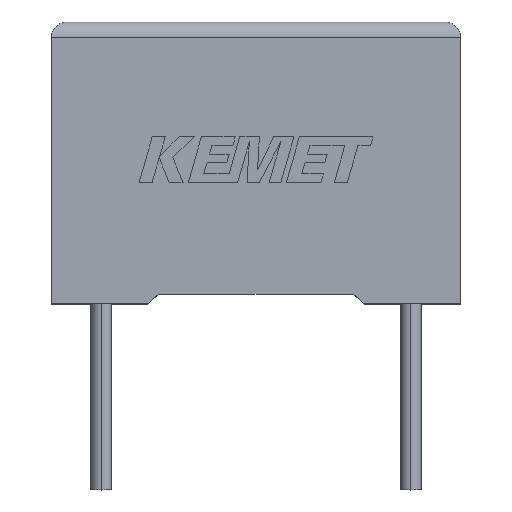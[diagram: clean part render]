
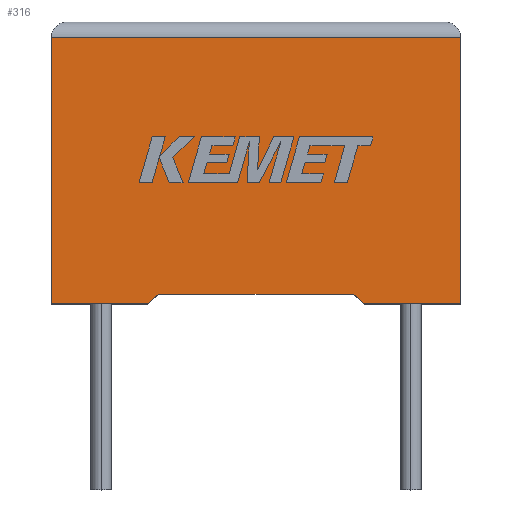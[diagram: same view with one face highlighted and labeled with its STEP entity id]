
A CAD part, top view. The second image highlights one B-rep face of the part: STEP entity #316.
In plain terms, the highlighted planar face has unit normal (0, 0, 1).
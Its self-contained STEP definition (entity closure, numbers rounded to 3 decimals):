
#44 = ORIENTED_EDGE ( 'NONE', *, *, #2477, .T. ) ;
#96 = CARTESIAN_POINT ( 'NONE',  ( 0., 0., 4.2 ) ) ;
#129 = EDGE_LOOP ( 'NONE', ( #1579, #1191, #1792, #2785, #509, #335, #44, #565 ) ) ;
#156 = CARTESIAN_POINT ( 'NONE',  ( 0., 8.6, 4.2 ) ) ;
#248 = VERTEX_POINT ( 'NONE', #2679 ) ;
#271 = CARTESIAN_POINT ( 'NONE',  ( 10.1, 0., 4.2 ) ) ;
#316 = ADVANCED_FACE ( 'NONE', ( #2651 ), #1259, .F. ) ;
#333 = EDGE_CURVE ( 'NONE', #2539, #1363, #2777, .T. ) ;
#335 = ORIENTED_EDGE ( 'NONE', *, *, #2831, .F. ) ;
#344 = VERTEX_POINT ( 'NONE', #156 ) ;
#394 = DIRECTION ( 'NONE',  ( -1., 0., 0. ) ) ;
#400 = CARTESIAN_POINT ( 'NONE',  ( 3.1, 0., 4.2 ) ) ;
#426 = DIRECTION ( 'NONE',  ( 1., 0., 0. ) ) ;
#509 = ORIENTED_EDGE ( 'NONE', *, *, #1264, .F. ) ;
#565 = ORIENTED_EDGE ( 'NONE', *, *, #1114, .T. ) ;
#581 = CARTESIAN_POINT ( 'NONE',  ( 0., 0., 4.2 ) ) ;
#657 = EDGE_CURVE ( 'NONE', #3046, #2277, #1692, .T. ) ;
#869 = CARTESIAN_POINT ( 'NONE',  ( 9.733, 0.314, 4.2 ) ) ;
#943 = DIRECTION ( 'NONE',  ( -1., 0., 0. ) ) ;
#957 = CARTESIAN_POINT ( 'NONE',  ( 6.6, 0.314, 4.2 ) ) ;
#983 = VECTOR ( 'NONE', #2895, 1000. ) ;
#1114 = EDGE_CURVE ( 'NONE', #2067, #3046, #1123, .T. ) ;
#1123 = LINE ( 'NONE', #2268, #1433 ) ;
#1179 = VECTOR ( 'NONE', #1697, 1000. ) ;
#1182 = VECTOR ( 'NONE', #1273, 1000. ) ;
#1191 = ORIENTED_EDGE ( 'NONE', *, *, #2242, .T. ) ;
#1259 = PLANE ( 'NONE',  #2851 ) ;
#1264 = EDGE_CURVE ( 'NONE', #248, #1363, #2222, .T. ) ;
#1273 = DIRECTION ( 'NONE',  ( 0., -1., 0. ) ) ;
#1363 = VERTEX_POINT ( 'NONE', #400 ) ;
#1419 = CARTESIAN_POINT ( 'NONE',  ( 13.2, 0., 4.2 ) ) ;
#1433 = VECTOR ( 'NONE', #2302, 1000. ) ;
#1485 = VECTOR ( 'NONE', #2147, 1000. ) ;
#1521 = DIRECTION ( 'NONE',  ( 0., 0., -1. ) ) ;
#1579 = ORIENTED_EDGE ( 'NONE', *, *, #657, .T. ) ;
#1603 = CARTESIAN_POINT ( 'NONE',  ( 10.1, 0., 4.2 ) ) ;
#1692 = LINE ( 'NONE', #2870, #983 ) ;
#1697 = DIRECTION ( 'NONE',  ( -0.76, -0.65, 0. ) ) ;
#1791 = VECTOR ( 'NONE', #2320, 1000. ) ;
#1792 = ORIENTED_EDGE ( 'NONE', *, *, #1846, .T. ) ;
#1808 = VERTEX_POINT ( 'NONE', #869 ) ;
#1846 = EDGE_CURVE ( 'NONE', #344, #2539, #2451, .T. ) ;
#1933 = VECTOR ( 'NONE', #943, 1000. ) ;
#1934 = CARTESIAN_POINT ( 'NONE',  ( 3.1, 0., 4.2 ) ) ;
#2067 = VERTEX_POINT ( 'NONE', #271 ) ;
#2098 = LINE ( 'NONE', #2338, #1933 ) ;
#2102 = LINE ( 'NONE', #957, #1485 ) ;
#2121 = CARTESIAN_POINT ( 'NONE',  ( 0., 0., 4.2 ) ) ;
#2128 = VECTOR ( 'NONE', #426, 1000. ) ;
#2147 = DIRECTION ( 'NONE',  ( -1., 0., 0. ) ) ;
#2222 = LINE ( 'NONE', #1934, #1179 ) ;
#2242 = EDGE_CURVE ( 'NONE', #2277, #344, #2098, .T. ) ;
#2268 = CARTESIAN_POINT ( 'NONE',  ( 0., 0., 4.2 ) ) ;
#2277 = VERTEX_POINT ( 'NONE', #2585 ) ;
#2302 = DIRECTION ( 'NONE',  ( 1., 0., 0. ) ) ;
#2320 = DIRECTION ( 'NONE',  ( 0.76, -0.65, 0. ) ) ;
#2338 = CARTESIAN_POINT ( 'NONE',  ( 0., 8.6, 4.2 ) ) ;
#2451 = LINE ( 'NONE', #96, #1182 ) ;
#2477 = EDGE_CURVE ( 'NONE', #1808, #2067, #3014, .T. ) ;
#2539 = VERTEX_POINT ( 'NONE', #2121 ) ;
#2547 = CARTESIAN_POINT ( 'NONE',  ( 0., 0., 4.2 ) ) ;
#2585 = CARTESIAN_POINT ( 'NONE',  ( 13.2, 8.6, 4.2 ) ) ;
#2651 = FACE_OUTER_BOUND ( 'NONE', #129, .T. ) ;
#2679 = CARTESIAN_POINT ( 'NONE',  ( 3.467, 0.314, 4.2 ) ) ;
#2777 = LINE ( 'NONE', #2547, #2128 ) ;
#2785 = ORIENTED_EDGE ( 'NONE', *, *, #333, .T. ) ;
#2831 = EDGE_CURVE ( 'NONE', #1808, #248, #2102, .T. ) ;
#2851 = AXIS2_PLACEMENT_3D ( 'NONE', #581, #1521, #394 ) ;
#2870 = CARTESIAN_POINT ( 'NONE',  ( 13.2, 0., 4.2 ) ) ;
#2895 = DIRECTION ( 'NONE',  ( 0., 1., 0. ) ) ;
#3014 = LINE ( 'NONE', #1603, #1791 ) ;
#3046 = VERTEX_POINT ( 'NONE', #1419 ) ;
